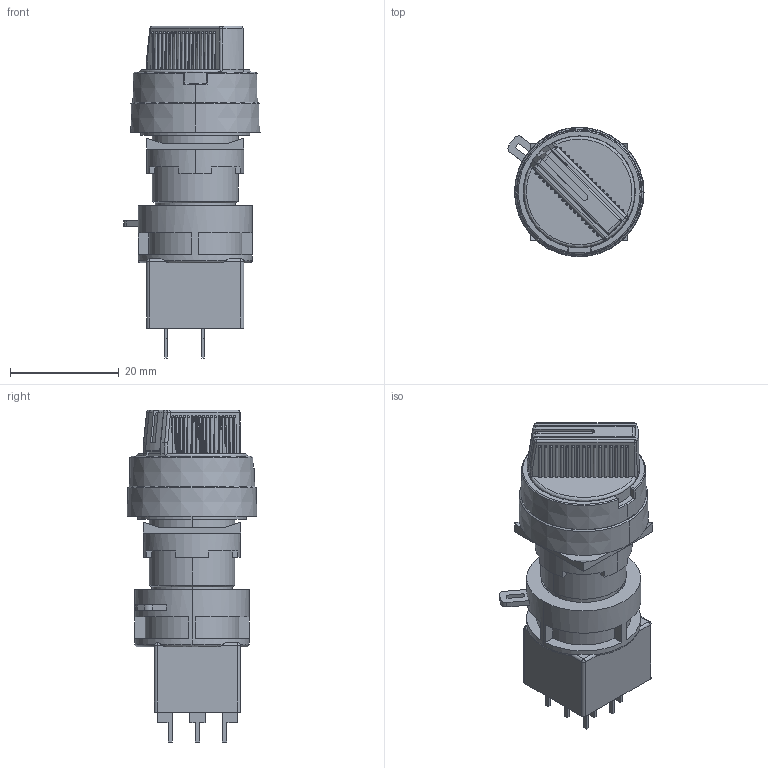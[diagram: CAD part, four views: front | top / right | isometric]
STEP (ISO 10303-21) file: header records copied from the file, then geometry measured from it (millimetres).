
FILE_DESCRIPTION (( 'STEP AP214' ), '1' );
FILE_NAME ('46_HA1S-[2][3]$CxV.STEP', '2020-10-28T02:19:58', ( 'IDEC' ), ( 'IDEC' ), 'SwSTEP 2.0', 'SolidWorks 2019', '' );
FILE_SCHEMA (( 'AUTOMOTIVE_DESIGN' ));
Length unit declared in the file: millimetre
Products named in the file (4): HA-C2V; 16-NUT-SET; HA1S-BODY; 46_HA1S-[2][3]$CxV
Assembly tree (3 placements, depth 2):
  46_HA1S-[2][3]$CxV
    HA1S-BODY
    HA-C2V
    16-NUT-SET
Bounding box: 24.99 x 23.8 x 61 mm (x, y, z)
Volume: 15033.9 mm3; surface area: 8033.4 mm2
Topology: 3 solids, 3 shells, 448 faces, 1259 edges, 824 vertices
Faces by surface type: plane 229, bspline 101, cylinder 99, cone 19
Entity records: 19462 total; most frequent: CARTESIAN_POINT 8106, ORIENTED_EDGE 2500, DIRECTION 1860, EDGE_CURVE 1250, VERTEX_POINT 824, LINE 662, VECTOR 662, AXIS2_PLACEMENT_3D 599
